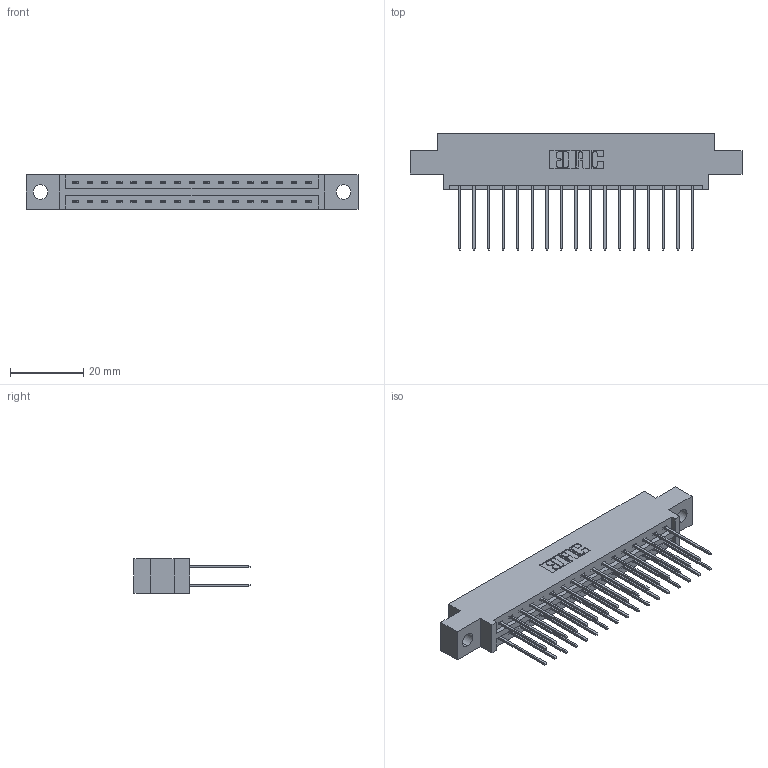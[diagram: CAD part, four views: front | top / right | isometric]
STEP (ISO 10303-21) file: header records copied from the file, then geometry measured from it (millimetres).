
FILE_DESCRIPTION (( 'STEP AP203' ), '1' );
FILE_NAME ('337-034-542-804.STEP', '2018-08-07T12:35:03', ( '' ), ( '' ), 'SwSTEP 2.0', 'SolidWorks 2016', '' );
FILE_SCHEMA (( 'CONFIG_CONTROL_DESIGN' ));
Length unit declared in the file: inch
Products named in the file (3): 337 Part_0.170 Offset - 0.156 Dia-TH; 345-292-001_345-293-142; 337-034-542-804
Assembly tree (35 placements, depth 2):
  337-034-542-804
    337 Part_0.170 Offset - 0.156 Dia-TH
    345-292-001_345-293-142  x34
Bounding box: 90.37 x 31.63 x 9.4 mm (x, y, z)
Volume: 9144.6 mm3; surface area: 10790.5 mm2
Topology: 35 solids, 35 shells, 1954 faces, 5797 edges, 3818 vertices
Faces by surface type: plane 1366, cylinder 588
Entity records: 16567 total; most frequent: CARTESIAN_POINT 2814, ORIENTED_EDGE 2750, DIRECTION 2439, EDGE_CURVE 1375, LINE 1247, VECTOR 1247, VERTEX_POINT 914, AXIS2_PLACEMENT_3D 596
